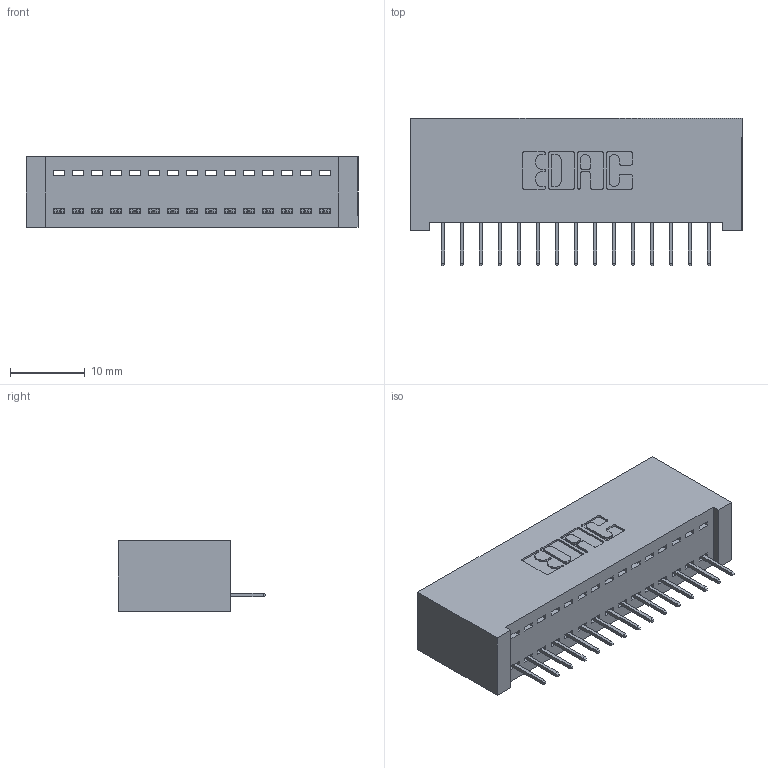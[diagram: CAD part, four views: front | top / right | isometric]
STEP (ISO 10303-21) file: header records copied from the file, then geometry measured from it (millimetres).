
FILE_DESCRIPTION (( 'STEP AP203' ), '1' );
FILE_NAME ('392-015-524-101.STEP', '2019-10-07T02:43:13', ( '' ), ( '' ), 'SwSTEP 2.0', 'SolidWorks 2016', '' );
FILE_SCHEMA (( 'CONFIG_CONTROL_DESIGN' ));
Length unit declared in the file: inch
Products named in the file (3): 342 Part_Lugless; 345-292-001_345-293-124; 392-015-524-101
Assembly tree (16 placements, depth 2):
  392-015-524-101
    342 Part_Lugless
    345-292-001_345-293-124  x15
Bounding box: 44.35 x 19.69 x 9.4 mm (x, y, z)
Volume: 4138.7 mm3; surface area: 5712.7 mm2
Topology: 16 solids, 16 shells, 1032 faces, 2975 edges, 1922 vertices
Faces by surface type: plane 782, cylinder 250
Entity records: 12327 total; most frequent: CARTESIAN_POINT 2135, ORIENTED_EDGE 2086, DIRECTION 1849, EDGE_CURVE 1043, VECTOR 927, LINE 927, VERTEX_POINT 690, AXIS2_PLACEMENT_3D 461
